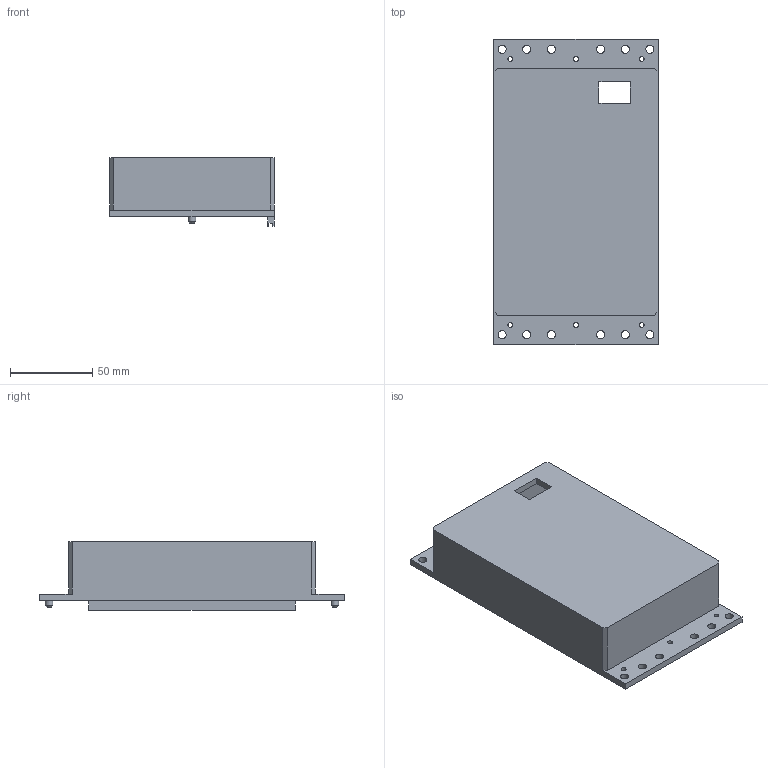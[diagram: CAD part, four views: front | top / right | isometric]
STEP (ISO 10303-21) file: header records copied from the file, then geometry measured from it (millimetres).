
FILE_DESCRIPTION(('FreeCAD Model'),'2;1');
FILE_NAME('Open CASCADE Shape Model','2025-08-28T21:39:31',(''),(''), 'Open CASCADE STEP processor 7.8','FreeCAD','Unknown');
FILE_SCHEMA(('AUTOMOTIVE_DESIGN { 1 0 10303 214 1 1 1 1 }'));
Length unit declared in the file: millimetre
Products named in the file (1): Body
Bounding box: 100 x 186 x 42 mm (x, y, z)
Volume: 136535.7 mm3; surface area: 72650.6 mm2
Topology: 1 solids, 1 shells, 54 faces, 148 edges, 98 vertices
Faces by surface type: plane 32, cylinder 20, cone 2
Full cylindrical faces by diameter (mm): 3 x6, 4.6 x2, 5 x12
Entity records: 1816 total; most frequent: CARTESIAN_POINT 301, DIRECTION 300, ORIENTED_EDGE 296, EDGE_CURVE 148, LINE 106, VECTOR 106, VERTEX_POINT 98, AXIS2_PLACEMENT_3D 97
